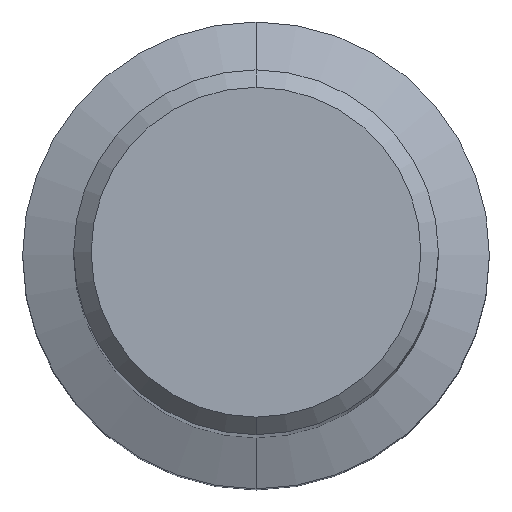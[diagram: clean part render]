
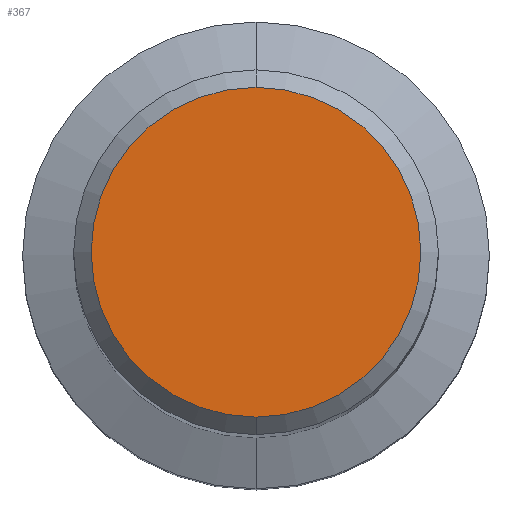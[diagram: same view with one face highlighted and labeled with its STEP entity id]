
A CAD part, top view. The second image highlights one B-rep face of the part: STEP entity #367.
In plain terms, the highlighted planar face has unit normal (0, 0, 1).
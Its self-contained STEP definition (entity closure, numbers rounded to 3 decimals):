
#309=VERTEX_POINT('',#681);
#331=EDGE_CURVE('',#391,#309,#705,.T.);
#367=ADVANCED_FACE('',(#742),#743,.T.);
#391=VERTEX_POINT('',#768);
#425=EDGE_CURVE('',#309,#391,#805,.T.);
#681=CARTESIAN_POINT('',(0.0,5.65,0.0));
#705=CIRCLE('',#1298,5.65);
#742=FACE_OUTER_BOUND('',#1349,.T.);
#743=PLANE('',#1350);
#768=CARTESIAN_POINT('',(0.,-5.65,0.0));
#805=CIRCLE('',#1450,5.65);
#1298=AXIS2_PLACEMENT_3D('',#1894,#1895,#1896);
#1349=EDGE_LOOP('',(#1933,#1934));
#1350=AXIS2_PLACEMENT_3D('',#1935,#1936,#1937);
#1450=AXIS2_PLACEMENT_3D('',#1992,#1993,#1994);
#1894=CARTESIAN_POINT('',(0.0,0.0,0.0));
#1895=DIRECTION('',(0.0,0.0,-1.0));
#1896=DIRECTION('',(0.0,1.0,0.0));
#1933=ORIENTED_EDGE('',*,*,#425,.F.);
#1934=ORIENTED_EDGE('',*,*,#331,.F.);
#1935=CARTESIAN_POINT('',(0.0,2.825,0.0));
#1936=DIRECTION('',(-0.0,0.0,1.0));
#1937=DIRECTION('',(0.0,-1.0,0.0));
#1992=CARTESIAN_POINT('',(0.0,0.0,0.0));
#1993=DIRECTION('',(0.0,0.0,-1.0));
#1994=DIRECTION('',(0.0,1.0,0.0));
